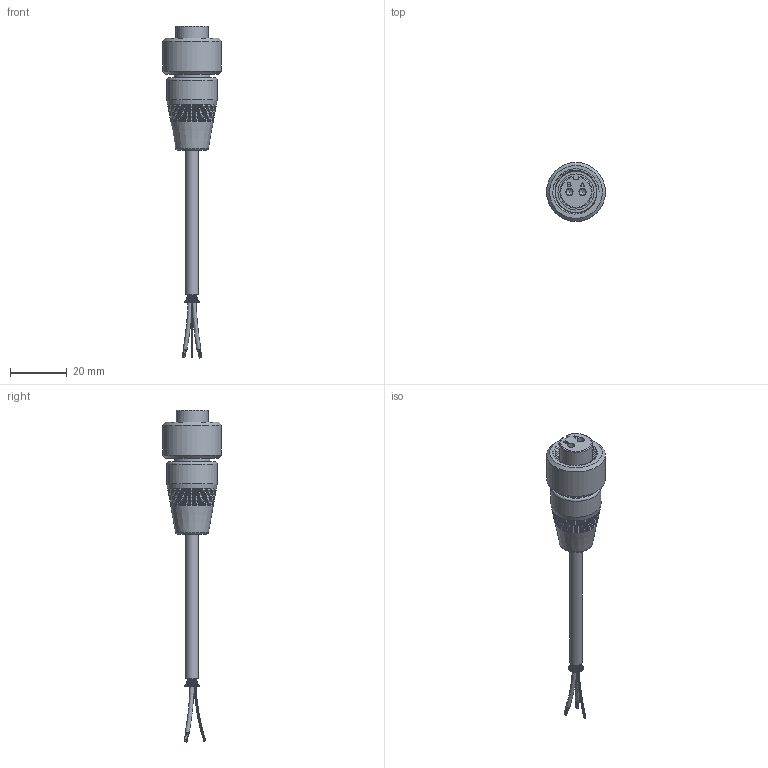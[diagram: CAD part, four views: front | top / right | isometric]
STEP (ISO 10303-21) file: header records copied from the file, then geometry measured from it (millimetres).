
FILE_DESCRIPTION(/* description */ (''),/* implementation_level */ '2;1');
FILE_NAME(/* name */ 'A2N.stp',/* time_stamp */ '2017-04-28T16:52:58-04:00',/* author */ ('aneininger'),/* organization */ (''),/* preprocessor_version */ 'ST-DEVELOPER v16.5',/* originating_system */ 'Autodesk Inventor 2017',/* authorisation */ '');
FILE_SCHEMA (('AUTOMOTIVE_DESIGN { 1 0 10303 214 3 1 1 }'));
Products named in the file (1): A2N
Bounding box: 20.7 x 20.7 x 116.71 mm (x, y, z)
Volume: 9511.1 mm3; surface area: 5731.7 mm2
Topology: 1 solids, 1 shells, 702 faces, 2393 edges, 1470 vertices
Faces by surface type: bspline 396, plane 195, cylinder 77, cone 30, torus 4
Full cylindrical faces by diameter (mm): 0.127 x19, 0.203 x38, 1.413 x2, 2.235 x2, 2.54 x2, 2.89 x1, 3.417 x1, 3.571 x1, 4.496 x1, 12.649 x1, 12.827 x1, 14.605 x1, 15.875 x1, 17.78 x1, 20.7 x1
Entity records: 43922 total; most frequent: CARTESIAN_POINT 24407, ORIENTED_EDGE 4476, DIRECTION 3677, EDGE_CURVE 2237, AXIS2_PLACEMENT_3D 1795, CIRCLE 1448, VERTEX_POINT 1421, EDGE_LOOP 886
